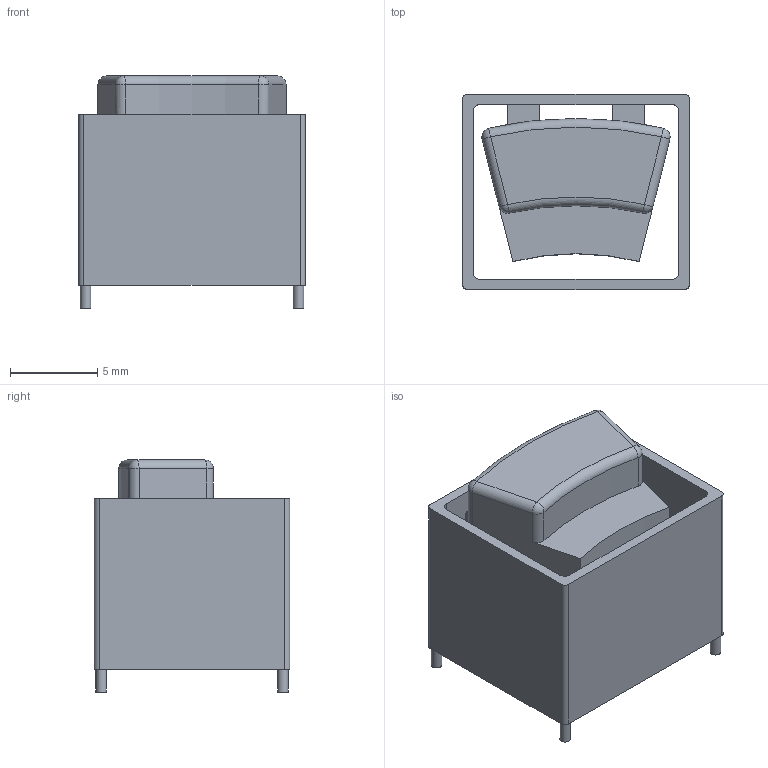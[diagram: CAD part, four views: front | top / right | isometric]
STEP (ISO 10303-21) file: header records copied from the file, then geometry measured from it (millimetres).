
FILE_DESCRIPTION(('FreeCAD Model'),'2;1');
FILE_NAME('LED_switch_circAllTogether.step','2020-01-09T17:53:21',('Author'),(''), 'Open CASCADE STEP processor 7.3','FreeCAD','Unknown');
FILE_SCHEMA(('AUTOMOTIVE_DESIGN { 1 0 10303 214 1 1 1 1 }'));
Length unit declared in the file: millimetre
Products named in the file (1): Fusion
Bounding box: 13 x 11.2 x 13.3 mm (x, y, z)
Volume: 510.6 mm3; surface area: 1616.3 mm2
Topology: 1 solids, 1 shells, 95 faces, 270 edges, 166 vertices
Faces by surface type: plane 50, cylinder 35, bspline 4, sphere 4, torus 2
Full cylindrical faces by diameter (mm): 0.6 x4
Entity records: 7540 total; most frequent: CARTESIAN_POINT 1676, DIRECTION 950, ORIENTED_EDGE 532, PCURVE 532, DEFINITIONAL_REPRESENTATION 532, LINE 524, VECTOR 524, EDGE_CURVE 266
